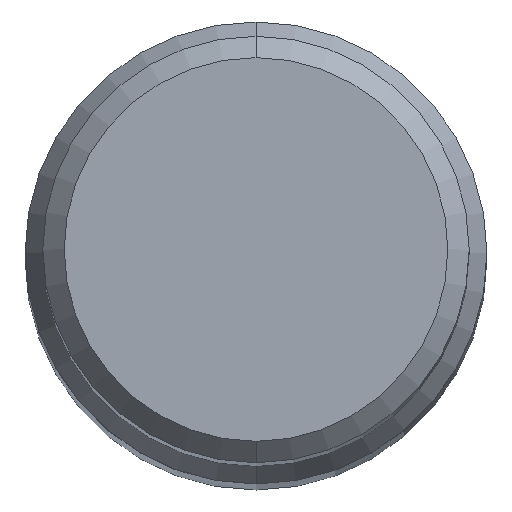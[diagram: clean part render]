
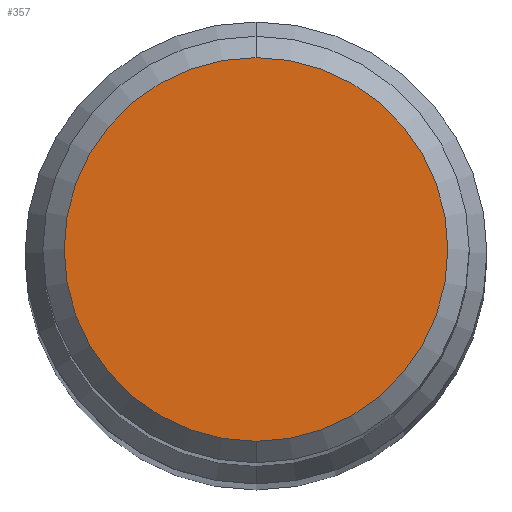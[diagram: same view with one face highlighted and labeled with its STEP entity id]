
A CAD part, top view. The second image highlights one B-rep face of the part: STEP entity #357.
In plain terms, the highlighted planar face has unit normal (0, 0, 1).
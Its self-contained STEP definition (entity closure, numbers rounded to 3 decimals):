
#269=EDGE_CURVE('',#353,#335,#570,.T.);
#335=VERTEX_POINT('',#640);
#353=VERTEX_POINT('',#659);
#355=EDGE_CURVE('',#335,#353,#661,.T.);
#357=ADVANCED_FACE('',(#663),#664,.T.);
#570=CIRCLE('',#1038,5.4);
#640=CARTESIAN_POINT('',(0.0,5.4,54.134));
#659=CARTESIAN_POINT('',(0.,-5.4,54.134));
#661=CIRCLE('',#1225,5.4);
#663=FACE_OUTER_BOUND('',#1227,.T.);
#664=PLANE('',#1228);
#1038=AXIS2_PLACEMENT_3D('',#1543,#1544,#1545);
#1225=AXIS2_PLACEMENT_3D('',#1608,#1609,#1610);
#1227=EDGE_LOOP('',(#1612,#1613));
#1228=AXIS2_PLACEMENT_3D('',#1614,#1615,#1616);
#1543=CARTESIAN_POINT('',(0.0,0.0,54.134));
#1544=DIRECTION('',(0.0,0.0,-1.0));
#1545=DIRECTION('',(0.0,1.0,0.0));
#1608=CARTESIAN_POINT('',(0.0,0.0,54.134));
#1609=DIRECTION('',(0.0,0.0,-1.0));
#1610=DIRECTION('',(0.0,1.0,0.0));
#1612=ORIENTED_EDGE('',*,*,#355,.F.);
#1613=ORIENTED_EDGE('',*,*,#269,.F.);
#1614=CARTESIAN_POINT('',(0.0,2.7,54.134));
#1615=DIRECTION('',(-0.0,0.0,1.0));
#1616=DIRECTION('',(0.0,-1.0,0.0));
